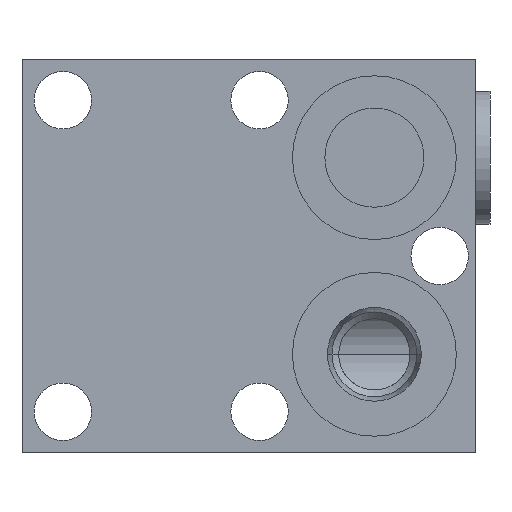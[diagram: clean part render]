
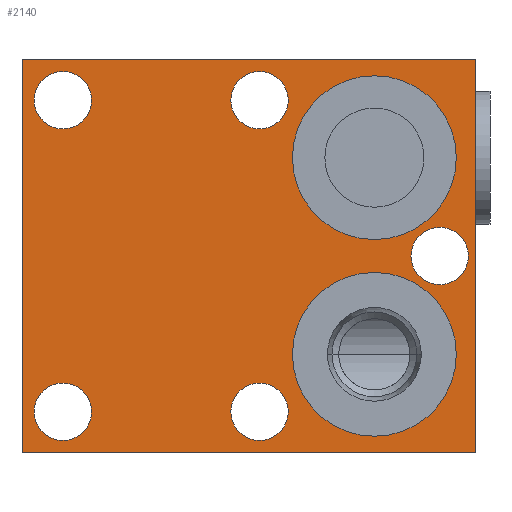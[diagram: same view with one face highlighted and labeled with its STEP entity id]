
A CAD part, left-side view. The second image highlights one B-rep face of the part: STEP entity #2140.
In plain terms, the highlighted planar face has unit normal (-1, 0, 0).
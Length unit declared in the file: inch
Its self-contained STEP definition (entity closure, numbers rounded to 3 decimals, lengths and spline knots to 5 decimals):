
#633=DIRECTION('',(0.,-1.,0.));
#634=VECTOR('',#633,1.73);
#635=CARTESIAN_POINT('',(-1.,0.531,0.75));
#636=LINE('',#635,#634);
#640=DIRECTION('',(0.,0.,-1.));
#641=VECTOR('',#640,1.5);
#642=CARTESIAN_POINT('',(-1.,-1.199,0.75));
#643=LINE('',#642,#641);
#647=DIRECTION('',(0.,1.,0.));
#648=VECTOR('',#647,1.73);
#649=CARTESIAN_POINT('',(-1.,-1.199,-0.75));
#650=LINE('',#649,#648);
#654=DIRECTION('',(0.,0.,1.));
#655=VECTOR('',#654,1.5);
#656=CARTESIAN_POINT('',(-1.,0.531,-0.75));
#657=LINE('',#656,#655);
#661=CARTESIAN_POINT('',(-1.,0.375,0.594));
#662=DIRECTION('',(-1.,0.,0.));
#663=DIRECTION('',(0.,-1.,0.));
#664=AXIS2_PLACEMENT_3D('',#661,#662,#663);
#669=CARTESIAN_POINT('',(-1.,0.375,0.594));
#670=DIRECTION('',(-1.,0.,0.));
#671=DIRECTION('',(0.,1.,0.));
#672=AXIS2_PLACEMENT_3D('',#669,#670,#671);
#677=CARTESIAN_POINT('',(-1.,0.375,-0.594));
#678=DIRECTION('',(-1.,0.,0.));
#679=DIRECTION('',(0.,-1.,0.));
#680=AXIS2_PLACEMENT_3D('',#677,#678,#679);
#685=CARTESIAN_POINT('',(-1.,0.375,-0.594));
#686=DIRECTION('',(-1.,0.,0.));
#687=DIRECTION('',(0.,1.,0.));
#688=AXIS2_PLACEMENT_3D('',#685,#686,#687);
#693=CARTESIAN_POINT('',(-1.,-0.375,0.594));
#694=DIRECTION('',(-1.,0.,0.));
#695=DIRECTION('',(0.,-1.,0.));
#696=AXIS2_PLACEMENT_3D('',#693,#694,#695);
#701=CARTESIAN_POINT('',(-1.,-0.375,0.594));
#702=DIRECTION('',(-1.,0.,0.));
#703=DIRECTION('',(0.,1.,0.));
#704=AXIS2_PLACEMENT_3D('',#701,#702,#703);
#709=CARTESIAN_POINT('',(-1.,-0.375,-0.594));
#710=DIRECTION('',(-1.,0.,0.));
#711=DIRECTION('',(0.,-1.,0.));
#712=AXIS2_PLACEMENT_3D('',#709,#710,#711);
#717=CARTESIAN_POINT('',(-1.,-0.375,-0.594));
#718=DIRECTION('',(-1.,0.,0.));
#719=DIRECTION('',(0.,1.,0.));
#720=AXIS2_PLACEMENT_3D('',#717,#718,#719);
#725=CARTESIAN_POINT('',(-1.,-1.062,0.));
#726=DIRECTION('',(-1.,0.,0.));
#727=DIRECTION('',(0.,-1.,0.));
#728=AXIS2_PLACEMENT_3D('',#725,#726,#727);
#733=CARTESIAN_POINT('',(-1.,-1.062,0.));
#734=DIRECTION('',(-1.,0.,0.));
#735=DIRECTION('',(0.,1.,0.));
#736=AXIS2_PLACEMENT_3D('',#733,#734,#735);
#741=CARTESIAN_POINT('',(-1.,-0.813,0.375));
#742=DIRECTION('',(1.,0.,0.));
#743=DIRECTION('',(0.,1.,0.));
#744=AXIS2_PLACEMENT_3D('',#741,#742,#743);
#749=CARTESIAN_POINT('',(-1.,-0.813,0.375));
#750=DIRECTION('',(1.,0.,0.));
#751=DIRECTION('',(0.,-1.,0.));
#752=AXIS2_PLACEMENT_3D('',#749,#750,#751);
#757=CARTESIAN_POINT('',(-1.,-0.813,-0.375));
#758=DIRECTION('',(1.,0.,0.));
#759=DIRECTION('',(0.,1.,0.));
#760=AXIS2_PLACEMENT_3D('',#757,#758,#759);
#765=CARTESIAN_POINT('',(-1.,-0.813,-0.375));
#766=DIRECTION('',(1.,0.,0.));
#767=DIRECTION('',(0.,-1.,0.));
#768=AXIS2_PLACEMENT_3D('',#765,#766,#767);
#1454=CARTESIAN_POINT('',(-1.,0.531,0.75));
#1455=CARTESIAN_POINT('',(-1.,-1.199,0.75));
#1456=VERTEX_POINT('',#1454);
#1457=VERTEX_POINT('',#1455);
#1458=CARTESIAN_POINT('',(-1.,-1.199,-0.75));
#1459=VERTEX_POINT('',#1458);
#1460=CARTESIAN_POINT('',(-1.,0.531,-0.75));
#1461=VERTEX_POINT('',#1460);
#1482=CARTESIAN_POINT('',(-1.,0.2655,0.594));
#1483=CARTESIAN_POINT('',(-1.,0.4845,0.594));
#1484=VERTEX_POINT('',#1482);
#1485=VERTEX_POINT('',#1483);
#1494=CARTESIAN_POINT('',(-1.,-0.5005,0.375));
#1495=CARTESIAN_POINT('',(-1.,-1.1255,0.375));
#1496=VERTEX_POINT('',#1494);
#1497=VERTEX_POINT('',#1495);
#1502=CARTESIAN_POINT('',(-1.,-0.5005,-0.375));
#1503=CARTESIAN_POINT('',(-1.,-1.1255,-0.375));
#1504=VERTEX_POINT('',#1502);
#1505=VERTEX_POINT('',#1503);
#1588=CARTESIAN_POINT('',(-1.,0.2655,-0.594));
#1589=CARTESIAN_POINT('',(-1.,0.4845,-0.594));
#1590=VERTEX_POINT('',#1588);
#1591=VERTEX_POINT('',#1589);
#1596=CARTESIAN_POINT('',(-1.,-0.4845,0.594));
#1597=CARTESIAN_POINT('',(-1.,-0.2655,0.594));
#1598=VERTEX_POINT('',#1596);
#1599=VERTEX_POINT('',#1597);
#1604=CARTESIAN_POINT('',(-1.,-0.4845,-0.594));
#1605=CARTESIAN_POINT('',(-1.,-0.2655,-0.594));
#1606=VERTEX_POINT('',#1604);
#1607=VERTEX_POINT('',#1605);
#1612=CARTESIAN_POINT('',(-1.,-1.1715,0.));
#1613=CARTESIAN_POINT('',(-1.,-0.9525,0.));
#1614=VERTEX_POINT('',#1612);
#1615=VERTEX_POINT('',#1613);
#2084=CARTESIAN_POINT('',(-1.,0.,0.));
#2085=DIRECTION('',(1.,0.,0.));
#2086=DIRECTION('',(0.,0.,-1.));
#2087=AXIS2_PLACEMENT_3D('',#2084,#2085,#2086);
#2088=PLANE('',#2087);
#2090=ORIENTED_EDGE('',*,*,#2089,.T.);
#2092=ORIENTED_EDGE('',*,*,#2091,.T.);
#2094=ORIENTED_EDGE('',*,*,#2093,.T.);
#2096=ORIENTED_EDGE('',*,*,#2095,.T.);
#2097=EDGE_LOOP('',(#2090,#2092,#2094,#2096));
#2098=FACE_OUTER_BOUND('',#2097,.F.);
#2099=ORIENTED_EDGE('',*,*,#2074,.T.);
#2101=ORIENTED_EDGE('',*,*,#2100,.T.);
#2102=EDGE_LOOP('',(#2099,#2101));
#2103=FACE_BOUND('',#2102,.F.);
#2105=ORIENTED_EDGE('',*,*,#2104,.T.);
#2107=ORIENTED_EDGE('',*,*,#2106,.T.);
#2108=EDGE_LOOP('',(#2105,#2107));
#2109=FACE_BOUND('',#2108,.F.);
#2111=ORIENTED_EDGE('',*,*,#2110,.T.);
#2113=ORIENTED_EDGE('',*,*,#2112,.T.);
#2114=EDGE_LOOP('',(#2111,#2113));
#2115=FACE_BOUND('',#2114,.F.);
#2117=ORIENTED_EDGE('',*,*,#2116,.T.);
#2119=ORIENTED_EDGE('',*,*,#2118,.T.);
#2120=EDGE_LOOP('',(#2117,#2119));
#2121=FACE_BOUND('',#2120,.F.);
#2123=ORIENTED_EDGE('',*,*,#2122,.T.);
#2125=ORIENTED_EDGE('',*,*,#2124,.T.);
#2126=EDGE_LOOP('',(#2123,#2125));
#2127=FACE_BOUND('',#2126,.F.);
#2129=ORIENTED_EDGE('',*,*,#2128,.F.);
#2131=ORIENTED_EDGE('',*,*,#2130,.F.);
#2132=EDGE_LOOP('',(#2129,#2131));
#2133=FACE_BOUND('',#2132,.F.);
#2135=ORIENTED_EDGE('',*,*,#2134,.F.);
#2137=ORIENTED_EDGE('',*,*,#2136,.F.);
#2138=EDGE_LOOP('',(#2135,#2137));
#2139=FACE_BOUND('',#2138,.F.);
#665=CIRCLE('',#664,0.1095);
#673=CIRCLE('',#672,0.1095);
#681=CIRCLE('',#680,0.1095);
#689=CIRCLE('',#688,0.1095);
#697=CIRCLE('',#696,0.1095);
#705=CIRCLE('',#704,0.1095);
#713=CIRCLE('',#712,0.1095);
#721=CIRCLE('',#720,0.1095);
#729=CIRCLE('',#728,0.1095);
#737=CIRCLE('',#736,0.1095);
#745=CIRCLE('',#744,0.3125);
#753=CIRCLE('',#752,0.3125);
#761=CIRCLE('',#760,0.3125);
#769=CIRCLE('',#768,0.3125);
#2074=EDGE_CURVE('',#1484,#1485,#665,.T.);
#2089=EDGE_CURVE('',#1456,#1457,#636,.T.);
#2091=EDGE_CURVE('',#1457,#1459,#643,.T.);
#2093=EDGE_CURVE('',#1459,#1461,#650,.T.);
#2095=EDGE_CURVE('',#1461,#1456,#657,.T.);
#2100=EDGE_CURVE('',#1485,#1484,#673,.T.);
#2104=EDGE_CURVE('',#1590,#1591,#681,.T.);
#2106=EDGE_CURVE('',#1591,#1590,#689,.T.);
#2110=EDGE_CURVE('',#1598,#1599,#697,.T.);
#2112=EDGE_CURVE('',#1599,#1598,#705,.T.);
#2116=EDGE_CURVE('',#1606,#1607,#713,.T.);
#2118=EDGE_CURVE('',#1607,#1606,#721,.T.);
#2122=EDGE_CURVE('',#1614,#1615,#729,.T.);
#2124=EDGE_CURVE('',#1615,#1614,#737,.T.);
#2128=EDGE_CURVE('',#1496,#1497,#745,.T.);
#2130=EDGE_CURVE('',#1497,#1496,#753,.T.);
#2134=EDGE_CURVE('',#1504,#1505,#761,.T.);
#2136=EDGE_CURVE('',#1505,#1504,#769,.T.);
#2140=ADVANCED_FACE('',(#2098,#2103,#2109,#2115,#2121,#2127,#2133,#2139),#2088,
.F.);
